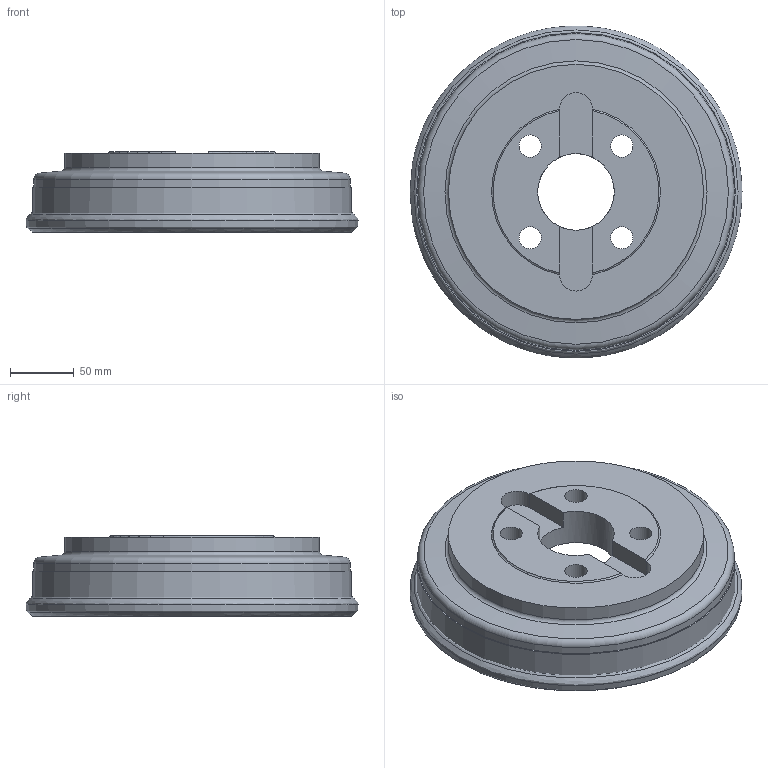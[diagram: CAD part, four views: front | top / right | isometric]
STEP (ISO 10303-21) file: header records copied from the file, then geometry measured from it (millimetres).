
FILE_DESCRIPTION(/* description */ (''),/* implementation_level */ '2;1');
FILE_NAME(/* name */ 'R220.43-8250-06-12CSA_Basic.stp',/* time_stamp */ '2024-06-04T14:14:56+06:00',/* author */ (''),/* organization */ (''),/* preprocessor_version */ 'ST-DEVELOPER v16.7',/* originating_system */ 'SIEMENS PLM Software NX 12.0',/* authorisation */ '');
FILE_SCHEMA (('AUTOMOTIVE_DESIGN { 1 0 10303 214 3 1 1 1 }'));
Length unit declared in the file: millimetre
Products named in the file (4): CUT; NOCUT; ASSEMBLY_CONSTRUCTION; A2805332_stp_stp
Assembly tree (3 placements, depth 2):
  A2805332_stp_stp
    ASSEMBLY_CONSTRUCTION
    NOCUT
    CUT
Bounding box: 260.29 x 260.29 x 63.01 mm (x, y, z)
Volume: 2199647.8 mm3; surface area: 202117 mm2
Topology: 2 solids, 2 shells, 52 faces, 119 edges, 90 vertices
Faces by surface type: revolution 22, plane 13, cylinder 11, torus 4, cone 2
Full cylindrical faces by diameter (mm): 17.5 x4, 60 x1, 130 x1, 157 x1, 200 x1, 248.116 x1
Entity records: 2017 total; most frequent: CARTESIAN_POINT 659, DIRECTION 250, ORIENTED_EDGE 158, AXIS2_PLACEMENT_3D 106, EDGE_LOOP 100, FACE_BOUND 90, EDGE_CURVE 79, VERTEX_POINT 67
